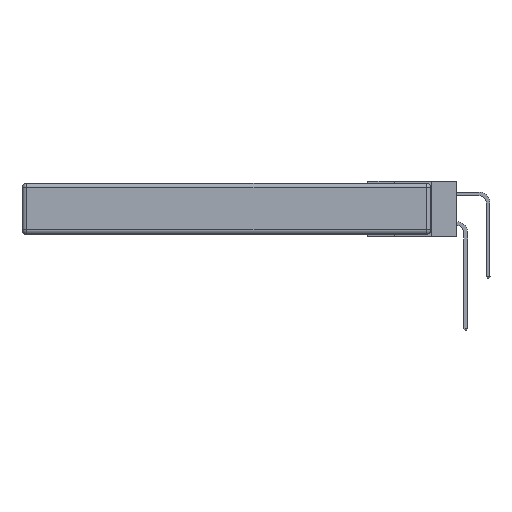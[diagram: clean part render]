
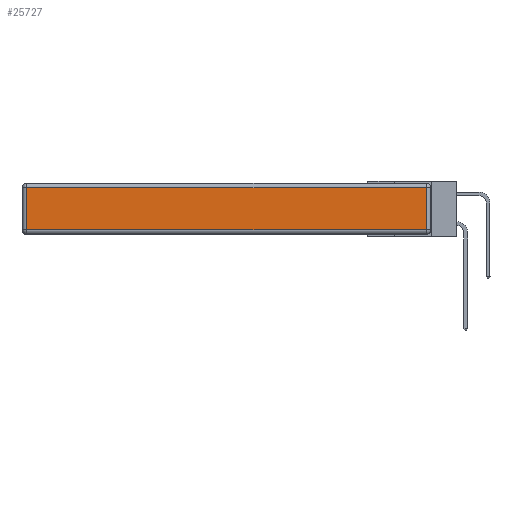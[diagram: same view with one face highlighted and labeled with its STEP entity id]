
A CAD part, left-side view. The second image highlights one B-rep face of the part: STEP entity #25727.
In plain terms, the highlighted planar face has unit normal (-1, 0, 0).
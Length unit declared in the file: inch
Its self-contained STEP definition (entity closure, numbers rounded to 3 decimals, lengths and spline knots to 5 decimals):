
#1147 = CARTESIAN_POINT ( 'NONE',  ( 0., 2.72, -0.03 ) ) ;
#2746 = ORIENTED_EDGE ( 'NONE', *, *, #23311, .T. ) ;
#2784 = CARTESIAN_POINT ( 'NONE',  ( 0., 0.03, -0.343 ) ) ;
#3789 = AXIS2_PLACEMENT_3D ( 'NONE', #11065, #26133, #28609 ) ;
#5467 = LINE ( 'NONE', #31886, #31059 ) ;
#5961 = CARTESIAN_POINT ( 'NONE',  ( 0., 2.72, -0.313 ) ) ;
#6158 = CARTESIAN_POINT ( 'NONE',  ( 0., 0.03, -0.313 ) ) ;
#6204 = EDGE_LOOP ( 'NONE', ( #2746, #21337, #23701, #11247 ) ) ;
#7330 = VERTEX_POINT ( 'NONE', #11474 ) ;
#7374 = PLANE ( 'NONE',  #3789 ) ;
#8249 = CARTESIAN_POINT ( 'NONE',  ( 0., 0., -0.313 ) ) ;
#9234 = VERTEX_POINT ( 'NONE', #5961 ) ;
#11065 = CARTESIAN_POINT ( 'NONE',  ( 0., 0., -0.343 ) ) ;
#11247 = ORIENTED_EDGE ( 'NONE', *, *, #22048, .T. ) ;
#11398 = VERTEX_POINT ( 'NONE', #6158 ) ;
#11474 = CARTESIAN_POINT ( 'NONE',  ( 0., 0.03, -0.03 ) ) ;
#12408 = LINE ( 'NONE', #8249, #30546 ) ;
#12658 = VERTEX_POINT ( 'NONE', #1147 ) ;
#14692 = DIRECTION ( 'NONE',  ( 0., 0., -1. ) ) ;
#14953 = DIRECTION ( 'NONE',  ( 0., 1., 0. ) ) ;
#16411 = LINE ( 'NONE', #27375, #21038 ) ;
#20068 = DIRECTION ( 'NONE',  ( 0., 0., 1. ) ) ;
#20540 = VECTOR ( 'NONE', #20068, 39.37008 ) ;
#21038 = VECTOR ( 'NONE', #14953, 39.37008 ) ;
#21337 = ORIENTED_EDGE ( 'NONE', *, *, #24987, .T. ) ;
#22048 = EDGE_CURVE ( 'NONE', #12658, #9234, #5467, .T. ) ;
#23311 = EDGE_CURVE ( 'NONE', #9234, #11398, #12408, .T. ) ;
#23701 = ORIENTED_EDGE ( 'NONE', *, *, #29559, .T. ) ;
#23995 = LINE ( 'NONE', #2784, #20540 ) ;
#24987 = EDGE_CURVE ( 'NONE', #11398, #7330, #23995, .T. ) ;
#25727 = ADVANCED_FACE ( 'NONE', ( #31679 ), #7374, .T. ) ;
#25833 = DIRECTION ( 'NONE',  ( 0., -1., 0. ) ) ;
#26133 = DIRECTION ( 'NONE',  ( -1., 0., 0. ) ) ;
#27375 = CARTESIAN_POINT ( 'NONE',  ( 0., 2.75, -0.03 ) ) ;
#28609 = DIRECTION ( 'NONE',  ( 0., 0., 1. ) ) ;
#29559 = EDGE_CURVE ( 'NONE', #7330, #12658, #16411, .T. ) ;
#30546 = VECTOR ( 'NONE', #25833, 39.37008 ) ;
#31059 = VECTOR ( 'NONE', #14692, 39.37008 ) ;
#31679 = FACE_OUTER_BOUND ( 'NONE', #6204, .T. ) ;
#31886 = CARTESIAN_POINT ( 'NONE',  ( 0., 2.72, -0.343 ) ) ;
